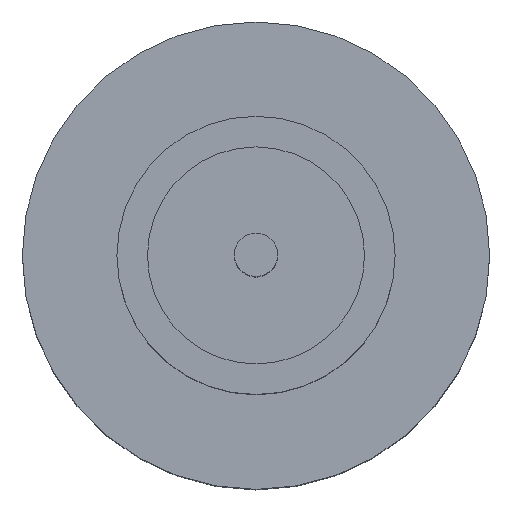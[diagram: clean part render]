
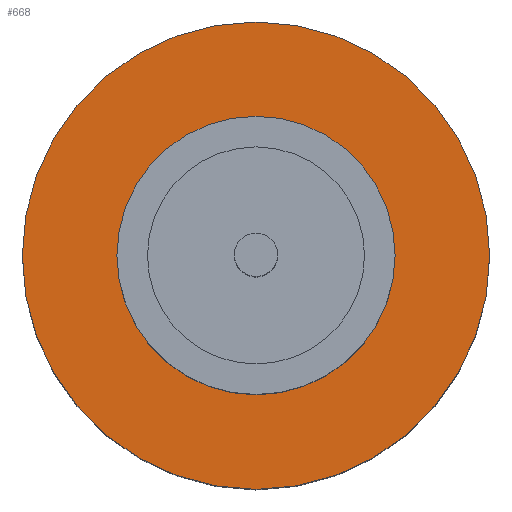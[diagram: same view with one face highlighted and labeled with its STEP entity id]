
A CAD part, top view. The second image highlights one B-rep face of the part: STEP entity #668.
In plain terms, the highlighted planar face has unit normal (0, 0, 1).
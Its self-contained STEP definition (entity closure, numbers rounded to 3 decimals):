
#30 = EDGE_LOOP ( 'NONE', ( #676, #594 ) ) ;
#57 = EDGE_LOOP ( 'NONE', ( #841, #874 ) ) ;
#72 = CIRCLE ( 'NONE', #515, 1.25 ) ;
#137 = EDGE_CURVE ( 'NONE', #243, #199, #373, .T. ) ;
#154 = EDGE_CURVE ( 'NONE', #199, #243, #72, .T. ) ;
#159 = AXIS2_PLACEMENT_3D ( 'NONE', #693, #763, #337 ) ;
#160 = DIRECTION ( 'NONE',  ( 0., 0., 1. ) ) ;
#199 = VERTEX_POINT ( 'NONE', #864 ) ;
#242 = PLANE ( 'NONE',  #782 ) ;
#243 = VERTEX_POINT ( 'NONE', #384 ) ;
#244 = VERTEX_POINT ( 'NONE', #905 ) ;
#290 = EDGE_CURVE ( 'NONE', #444, #244, #641, .T. ) ;
#306 = FACE_BOUND ( 'NONE', #57, .T. ) ;
#331 = CIRCLE ( 'NONE', #553, 2.1 ) ;
#336 = DIRECTION ( 'NONE',  ( 1., 0., 0. ) ) ;
#337 = DIRECTION ( 'NONE',  ( 1., 0., 0. ) ) ;
#373 = CIRCLE ( 'NONE', #678, 1.25 ) ;
#384 = CARTESIAN_POINT ( 'NONE',  ( 1.25, 0., 1.55 ) ) ;
#397 = CARTESIAN_POINT ( 'NONE',  ( 0., 0., 1.55 ) ) ;
#444 = VERTEX_POINT ( 'NONE', #950 ) ;
#515 = AXIS2_PLACEMENT_3D ( 'NONE', #397, #519, #659 ) ;
#519 = DIRECTION ( 'NONE',  ( 0., 0., 1. ) ) ;
#540 = CARTESIAN_POINT ( 'NONE',  ( 0., 0., 1.55 ) ) ;
#553 = AXIS2_PLACEMENT_3D ( 'NONE', #540, #610, #336 ) ;
#594 = ORIENTED_EDGE ( 'NONE', *, *, #290, .T. ) ;
#610 = DIRECTION ( 'NONE',  ( 0., 0., 1. ) ) ;
#621 = CARTESIAN_POINT ( 'NONE',  ( 0., 0., 1.55 ) ) ;
#641 = CIRCLE ( 'NONE', #159, 2.1 ) ;
#643 = DIRECTION ( 'NONE',  ( 1., 0., 0. ) ) ;
#659 = DIRECTION ( 'NONE',  ( 1., 0., 0. ) ) ;
#661 = FACE_OUTER_BOUND ( 'NONE', #30, .T. ) ;
#668 = ADVANCED_FACE ( 'NONE', ( #306, #661 ), #242, .T. ) ;
#676 = ORIENTED_EDGE ( 'NONE', *, *, #921, .T. ) ;
#678 = AXIS2_PLACEMENT_3D ( 'NONE', #825, #756, #832 ) ;
#693 = CARTESIAN_POINT ( 'NONE',  ( 0., 0., 1.55 ) ) ;
#756 = DIRECTION ( 'NONE',  ( 0., 0., 1. ) ) ;
#763 = DIRECTION ( 'NONE',  ( 0., 0., 1. ) ) ;
#782 = AXIS2_PLACEMENT_3D ( 'NONE', #621, #160, #643 ) ;
#825 = CARTESIAN_POINT ( 'NONE',  ( 0., 0., 1.55 ) ) ;
#832 = DIRECTION ( 'NONE',  ( 1., 0., 0. ) ) ;
#841 = ORIENTED_EDGE ( 'NONE', *, *, #137, .F. ) ;
#864 = CARTESIAN_POINT ( 'NONE',  ( -1.25, 0., 1.55 ) ) ;
#874 = ORIENTED_EDGE ( 'NONE', *, *, #154, .F. ) ;
#905 = CARTESIAN_POINT ( 'NONE',  ( -2.1, 0., 1.55 ) ) ;
#921 = EDGE_CURVE ( 'NONE', #244, #444, #331, .T. ) ;
#950 = CARTESIAN_POINT ( 'NONE',  ( 2.1, 0., 1.55 ) ) ;
